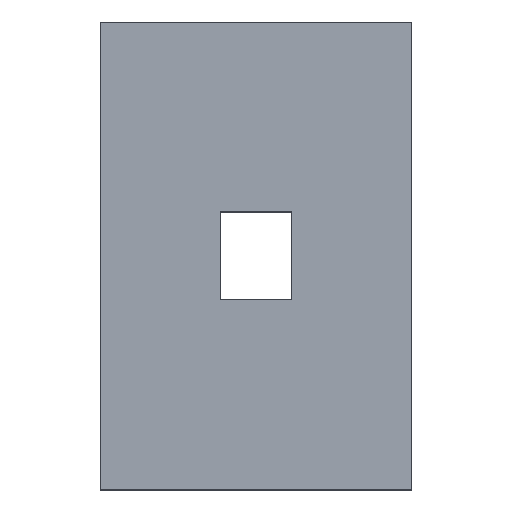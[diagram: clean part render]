
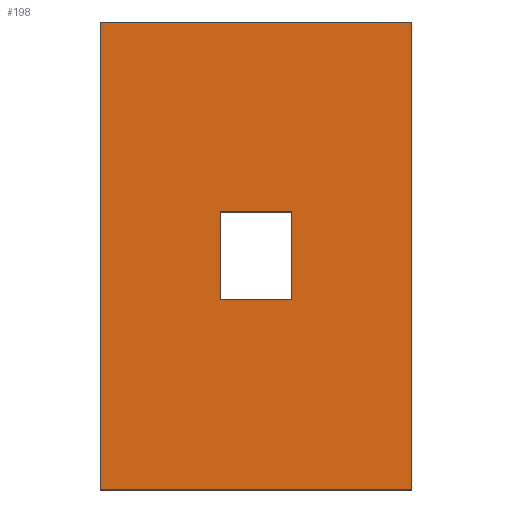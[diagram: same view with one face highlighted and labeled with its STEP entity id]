
A CAD part, top view. The second image highlights one B-rep face of the part: STEP entity #198.
In plain terms, the highlighted planar face has unit normal (0, 0, 1).
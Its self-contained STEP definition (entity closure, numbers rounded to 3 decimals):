
#52=ORIENTED_EDGE('',*,*,#80,.F.);
#53=ORIENTED_EDGE('',*,*,#89,.F.);
#54=ORIENTED_EDGE('',*,*,#86,.F.);
#55=ORIENTED_EDGE('',*,*,#83,.F.);
#56=ORIENTED_EDGE('',*,*,#70,.F.);
#57=ORIENTED_EDGE('',*,*,#91,.F.);
#58=ORIENTED_EDGE('',*,*,#76,.F.);
#59=ORIENTED_EDGE('',*,*,#73,.F.);
#70=EDGE_CURVE('',#94,#95,#110,.T.);
#73=EDGE_CURVE('',#95,#97,#113,.T.);
#76=EDGE_CURVE('',#97,#99,#116,.T.);
#80=EDGE_CURVE('',#102,#103,#120,.T.);
#83=EDGE_CURVE('',#103,#105,#123,.T.);
#86=EDGE_CURVE('',#105,#107,#126,.T.);
#89=EDGE_CURVE('',#107,#102,#129,.T.);
#91=EDGE_CURVE('',#99,#94,#131,.T.);
#94=VERTEX_POINT('',#275);
#95=VERTEX_POINT('',#277);
#97=VERTEX_POINT('',#283);
#99=VERTEX_POINT('',#289);
#102=VERTEX_POINT('',#296);
#103=VERTEX_POINT('',#298);
#105=VERTEX_POINT('',#304);
#107=VERTEX_POINT('',#310);
#110=LINE('',#276,#134);
#113=LINE('',#282,#137);
#116=LINE('',#288,#140);
#120=LINE('',#297,#144);
#123=LINE('',#303,#147);
#126=LINE('',#309,#150);
#129=LINE('',#314,#153);
#131=LINE('',#317,#155);
#134=VECTOR('',#229,1000.);
#137=VECTOR('',#234,1000.);
#140=VECTOR('',#239,1000.);
#144=VECTOR('',#245,1000.);
#147=VECTOR('',#250,1000.);
#150=VECTOR('',#255,1000.);
#153=VECTOR('',#260,1000.);
#155=VECTOR('',#264,1000.);
#164=EDGE_LOOP('',(#52,#53,#54,#55));
#165=EDGE_LOOP('',(#56,#57,#58,#59));
#176=FACE_BOUND('',#164,.T.);
#177=FACE_BOUND('',#165,.T.);
#188=PLANE('',#221);
#198=ADVANCED_FACE('',(#176,#177),#188,.F.);
#221=AXIS2_PLACEMENT_3D('',#318,#265,#266);
#229=DIRECTION('',(-1.,0.,0.));
#234=DIRECTION('',(0.,-1.,0.));
#239=DIRECTION('',(1.,0.,0.));
#245=DIRECTION('',(-1.,0.,0.));
#250=DIRECTION('',(0.,1.,0.));
#255=DIRECTION('',(1.,0.,0.));
#260=DIRECTION('',(0.,-1.,0.));
#264=DIRECTION('',(0.,1.,0.));
#265=DIRECTION('',(0.,0.,-1.));
#266=DIRECTION('',(-1.,0.,0.));
#275=CARTESIAN_POINT('',(4.59,5.662,25.381));
#276=CARTESIAN_POINT('',(4.59,5.662,25.381));
#277=CARTESIAN_POINT('',(-4.59,5.662,25.381));
#282=CARTESIAN_POINT('',(-4.59,5.662,25.381));
#283=CARTESIAN_POINT('',(-4.59,-5.662,25.381));
#288=CARTESIAN_POINT('',(-4.59,-5.662,25.381));
#289=CARTESIAN_POINT('',(4.59,-5.662,25.381));
#296=CARTESIAN_POINT('',(20.,-30.,25.381));
#297=CARTESIAN_POINT('',(20.,-30.,25.381));
#298=CARTESIAN_POINT('',(-20.,-30.,25.381));
#303=CARTESIAN_POINT('',(-20.,-30.,25.381));
#304=CARTESIAN_POINT('',(-20.,30.,25.381));
#309=CARTESIAN_POINT('',(-20.,30.,25.381));
#310=CARTESIAN_POINT('',(20.,30.,25.381));
#314=CARTESIAN_POINT('',(20.,30.,25.381));
#317=CARTESIAN_POINT('',(4.59,-5.662,25.381));
#318=CARTESIAN_POINT('',(0.,0.,25.381));
